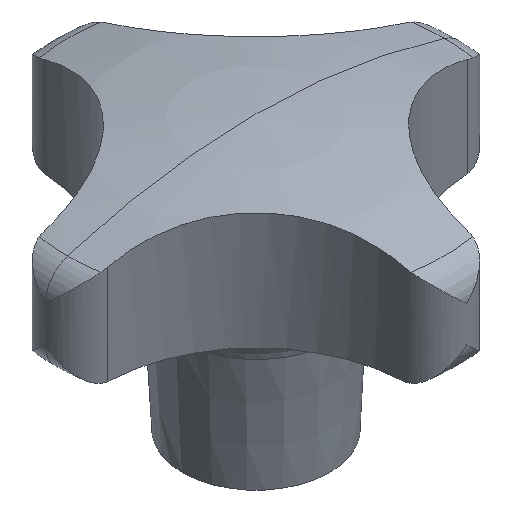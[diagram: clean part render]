
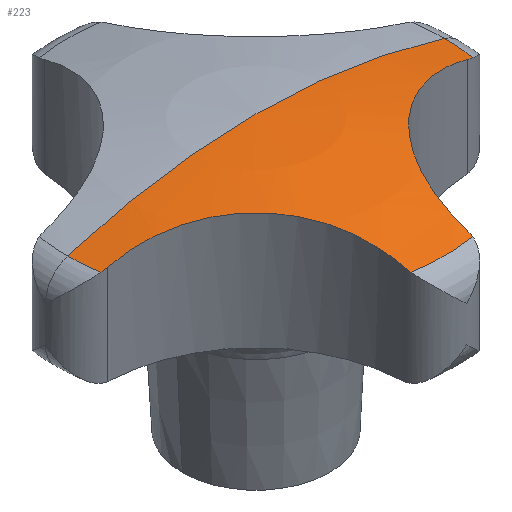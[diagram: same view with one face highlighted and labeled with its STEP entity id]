
A CAD part, isometric view. The second image highlights one B-rep face of the part: STEP entity #223.
In plain terms, the highlighted spherical face has radius 60 mm.
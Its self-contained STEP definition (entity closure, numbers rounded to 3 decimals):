
#205=EDGE_CURVE('',#453,#247,#580,.T.);
#211=VERTEX_POINT('',#587);
#219=EDGE_CURVE('',#497,#337,#595,.T.);
#223=ADVANCED_FACE('',(#599),#600,.T.);
#227=VERTEX_POINT('',#605);
#239=EDGE_CURVE('',#243,#553,#618,.T.);
#243=VERTEX_POINT('',#622);
#247=VERTEX_POINT('',#627);
#269=VERTEX_POINT('',#650);
#287=EDGE_CURVE('',#227,#453,#668,.T.);
#315=EDGE_CURVE('',#553,#325,#699,.T.);
#325=VERTEX_POINT('',#710);
#337=VERTEX_POINT('',#722);
#341=EDGE_CURVE('',#247,#497,#726,.T.);
#407=EDGE_CURVE('',#325,#211,#798,.T.);
#411=EDGE_CURVE('',#337,#269,#802,.T.);
#419=EDGE_CURVE('',#227,#501,#812,.T.);
#453=VERTEX_POINT('',#847);
#465=EDGE_CURVE('',#269,#243,#861,.T.);
#497=VERTEX_POINT('',#894);
#501=VERTEX_POINT('',#898);
#503=EDGE_CURVE('',#501,#211,#900,.T.);
#553=VERTEX_POINT('',#957);
#580=B_SPLINE_CURVE_WITH_KNOTS('',3,(#976,#977,#978,#979,#980,#981),.UNSPECIFIED.,.F.,.F.,(4,2,4),(8.488,8.647,9.063),.UNSPECIFIED.);
#587=CARTESIAN_POINT('',(17.895,0.,23.269));
#595=B_SPLINE_CURVE_WITH_KNOTS('',3,(#1019,#1020,#1021,#1022),.UNSPECIFIED.,.F.,.F.,(4,4),(0.0,0.582),.UNSPECIFIED.);
#599=FACE_OUTER_BOUND('',#1027,.T.);
#600=SPHERICAL_SURFACE('',#1028,60.);
#605=CARTESIAN_POINT('',(-17.895,0.,23.269));
#618=B_SPLINE_CURVE_WITH_KNOTS('',3,(#1048,#1049,#1050,#1051,#1052,#1053,#1054,#1055,#1056,#1057,#1058,#1059,#1060,#1061,#1062,#1063,#1064,#1065),.UNSPECIFIED.,.F.,.F.,(4,2,2,2,2,2,2,2,4),(26.215,29.092,31.969,34.847,37.724,40.618,43.512,46.406,47.656),.UNSPECIFIED.);
#622=CARTESIAN_POINT('',(2.999,-17.085,23.438));
#627=CARTESIAN_POINT('',(-17.085,-2.999,23.438));
#650=CARTESIAN_POINT('',(2.928,-17.654,23.269));
#668=CIRCLE('',#1230,17.895);
#699=B_SPLINE_CURVE_WITH_KNOTS('',3,(#1277,#1278,#1279,#1280),.UNSPECIFIED.,.F.,.F.,(4,4),(0.0,0.582),.UNSPECIFIED.);
#710=CARTESIAN_POINT('',(17.654,-2.928,23.269));
#722=CARTESIAN_POINT('',(-2.928,-17.654,23.269));
#726=B_SPLINE_CURVE_WITH_KNOTS('',3,(#1348,#1349,#1350,#1351,#1352,#1353,#1354,#1355,#1356,#1357,#1358,#1359,#1360,#1361,#1362,#1363,#1364,#1365),.UNSPECIFIED.,.F.,.F.,(4,2,2,2,2,2,2,2,4),(26.215,29.092,31.969,34.847,37.724,40.618,43.512,46.406,47.656),.UNSPECIFIED.);
#798=CIRCLE('',#1485,17.895);
#802=CIRCLE('',#1490,17.895);
#812=CIRCLE('',#1502,60.);
#847=CARTESIAN_POINT('',(-17.654,-2.928,23.269));
#861=B_SPLINE_CURVE_WITH_KNOTS('',3,(#1614,#1615,#1616,#1617,#1618,#1619),.UNSPECIFIED.,.F.,.F.,(4,2,4),(8.488,8.647,9.063),.UNSPECIFIED.);
#894=CARTESIAN_POINT('',(-2.999,-17.085,23.438));
#898=CARTESIAN_POINT('',(0.,0.,26.));
#900=CIRCLE('',#1721,60.);
#957=CARTESIAN_POINT('',(17.085,-2.999,23.438));
#976=CARTESIAN_POINT('',(-17.654,-2.928,23.269));
#977=CARTESIAN_POINT('',(-17.601,-2.94,23.285));
#978=CARTESIAN_POINT('',(-17.549,-2.95,23.3));
#979=CARTESIAN_POINT('',(-17.358,-2.982,23.357));
#980=CARTESIAN_POINT('',(-17.22,-2.995,23.398));
#981=CARTESIAN_POINT('',(-17.085,-2.999,23.438));
#1019=CARTESIAN_POINT('',(-2.999,-17.085,23.438));
#1020=CARTESIAN_POINT('',(-2.994,-17.271,23.383));
#1021=CARTESIAN_POINT('',(-2.971,-17.463,23.326));
#1022=CARTESIAN_POINT('',(-2.928,-17.654,23.269));
#1027=EDGE_LOOP('',(#1873,#1874,#1875,#1876,#1877,#1878,#1879,#1880,#1881,#1882,#1883));
#1028=AXIS2_PLACEMENT_3D('',#1884,#1885,#1886);
#1048=CARTESIAN_POINT('',(2.999,-17.085,23.438));
#1049=CARTESIAN_POINT('',(3.025,-16.165,23.71));
#1050=CARTESIAN_POINT('',(3.141,-15.209,23.964));
#1051=CARTESIAN_POINT('',(3.577,-13.304,24.406));
#1052=CARTESIAN_POINT('',(3.898,-12.354,24.594));
#1053=CARTESIAN_POINT('',(4.732,-10.535,24.887));
#1054=CARTESIAN_POINT('',(5.248,-9.664,24.992));
#1055=CARTESIAN_POINT('',(6.434,-8.062,25.115));
#1056=CARTESIAN_POINT('',(7.105,-7.331,25.133));
#1057=CARTESIAN_POINT('',(8.538,-6.048,25.089));
#1058=CARTESIAN_POINT('',(9.341,-5.46,25.025));
#1059=CARTESIAN_POINT('',(11.068,-4.456,24.81));
#1060=CARTESIAN_POINT('',(11.992,-4.04,24.659));
#1061=CARTESIAN_POINT('',(13.891,-3.412,24.279));
#1062=CARTESIAN_POINT('',(14.869,-3.199,24.049));
#1063=CARTESIAN_POINT('',(16.256,-3.04,23.677));
#1064=CARTESIAN_POINT('',(16.673,-3.01,23.56));
#1065=CARTESIAN_POINT('',(17.085,-2.999,23.438));
#1230=AXIS2_PLACEMENT_3D('',#1949,#1950,#1951);
#1277=CARTESIAN_POINT('',(17.085,-2.999,23.438));
#1278=CARTESIAN_POINT('',(17.271,-2.994,23.383));
#1279=CARTESIAN_POINT('',(17.463,-2.971,23.326));
#1280=CARTESIAN_POINT('',(17.654,-2.928,23.269));
#1348=CARTESIAN_POINT('',(-17.085,-2.999,23.438));
#1349=CARTESIAN_POINT('',(-16.165,-3.025,23.71));
#1350=CARTESIAN_POINT('',(-15.209,-3.141,23.964));
#1351=CARTESIAN_POINT('',(-13.304,-3.577,24.406));
#1352=CARTESIAN_POINT('',(-12.354,-3.898,24.594));
#1353=CARTESIAN_POINT('',(-10.535,-4.732,24.887));
#1354=CARTESIAN_POINT('',(-9.664,-5.248,24.992));
#1355=CARTESIAN_POINT('',(-8.062,-6.434,25.115));
#1356=CARTESIAN_POINT('',(-7.331,-7.105,25.133));
#1357=CARTESIAN_POINT('',(-6.048,-8.538,25.089));
#1358=CARTESIAN_POINT('',(-5.46,-9.341,25.025));
#1359=CARTESIAN_POINT('',(-4.456,-11.068,24.81));
#1360=CARTESIAN_POINT('',(-4.04,-11.992,24.659));
#1361=CARTESIAN_POINT('',(-3.412,-13.891,24.279));
#1362=CARTESIAN_POINT('',(-3.199,-14.869,24.049));
#1363=CARTESIAN_POINT('',(-3.04,-16.256,23.677));
#1364=CARTESIAN_POINT('',(-3.01,-16.673,23.56));
#1365=CARTESIAN_POINT('',(-2.999,-17.085,23.438));
#1485=AXIS2_PLACEMENT_3D('',#2083,#2084,#2085);
#1490=AXIS2_PLACEMENT_3D('',#2086,#2087,#2088);
#1502=AXIS2_PLACEMENT_3D('',#2116,#2117,#2118);
#1614=CARTESIAN_POINT('',(2.928,-17.654,23.269));
#1615=CARTESIAN_POINT('',(2.94,-17.601,23.285));
#1616=CARTESIAN_POINT('',(2.95,-17.549,23.3));
#1617=CARTESIAN_POINT('',(2.982,-17.358,23.357));
#1618=CARTESIAN_POINT('',(2.995,-17.22,23.398));
#1619=CARTESIAN_POINT('',(2.999,-17.085,23.438));
#1721=AXIS2_PLACEMENT_3D('',#2177,#2178,#2179);
#1873=ORIENTED_EDGE('',*,*,#419,.F.);
#1874=ORIENTED_EDGE('',*,*,#287,.T.);
#1875=ORIENTED_EDGE('',*,*,#205,.T.);
#1876=ORIENTED_EDGE('',*,*,#341,.T.);
#1877=ORIENTED_EDGE('',*,*,#219,.T.);
#1878=ORIENTED_EDGE('',*,*,#411,.T.);
#1879=ORIENTED_EDGE('',*,*,#465,.T.);
#1880=ORIENTED_EDGE('',*,*,#239,.T.);
#1881=ORIENTED_EDGE('',*,*,#315,.T.);
#1882=ORIENTED_EDGE('',*,*,#407,.T.);
#1883=ORIENTED_EDGE('',*,*,#503,.F.);
#1884=CARTESIAN_POINT('',(0.,0.,-34.));
#1885=DIRECTION('',(0.,0.,1.0));
#1886=DIRECTION('',(-1.0,0.,0.0));
#1949=CARTESIAN_POINT('',(0.,0.,23.269));
#1950=DIRECTION('',(0.,0.,1.0));
#1951=DIRECTION('',(1.0,0.,0.));
#2083=CARTESIAN_POINT('',(0.,0.,23.269));
#2084=DIRECTION('',(0.,0.,1.0));
#2085=DIRECTION('',(1.0,0.,0.));
#2086=CARTESIAN_POINT('',(0.,0.,23.269));
#2087=DIRECTION('',(0.,0.,1.0));
#2088=DIRECTION('',(1.0,0.,0.));
#2116=CARTESIAN_POINT('',(0.,0.,-34.));
#2117=DIRECTION('',(0.,1.0,0.));
#2118=DIRECTION('',(0.0,0.,-1.0));
#2177=CARTESIAN_POINT('',(0.,0.,-34.));
#2178=DIRECTION('',(0.,1.0,0.));
#2179=DIRECTION('',(0.0,0.,-1.0));
